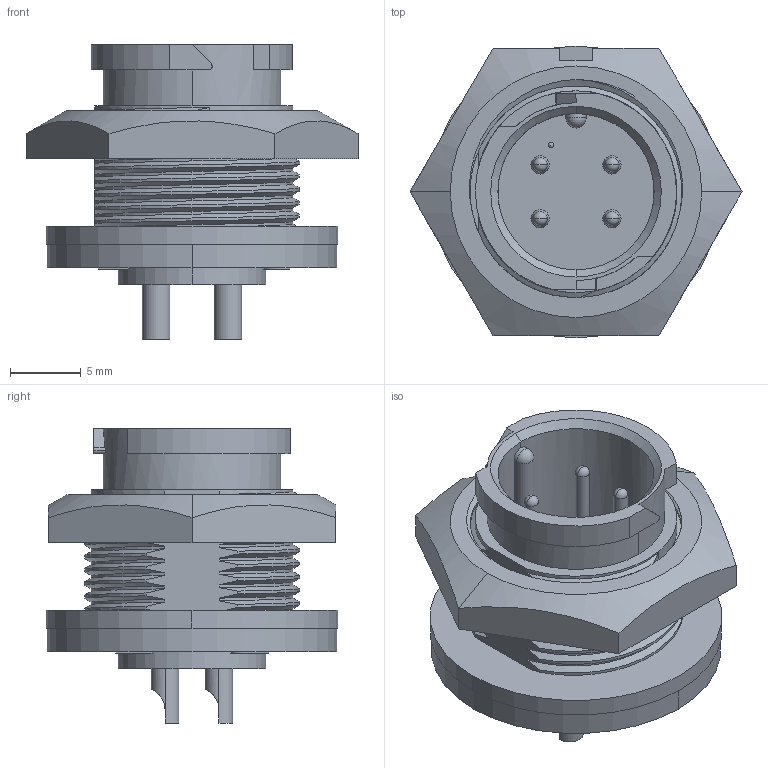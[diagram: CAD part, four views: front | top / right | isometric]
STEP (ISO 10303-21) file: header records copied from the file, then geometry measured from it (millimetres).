
FILE_DESCRIPTION (( 'STEP AP203' ), '1' );
FILE_NAME ('W7282-4PG-P-3ES.STEP', '2021-10-27T14:25:05', ( '' ), ( '' ), 'SwSTEP 2.0', 'SolidWorks 2020', '' );
FILE_SCHEMA (( 'CONFIG_CONTROL_DESIGN' ));
Length unit declared in the file: millimetre
Products named in the file (1): W7282-4PG-P-3ES
Bounding box: 23.46 x 20.62 x 20.8 mm (x, y, z)
Volume: 2858.7 mm3; surface area: 2853 mm2
Topology: 1 solids, 1 shells, 239 faces, 671 edges, 436 vertices
Faces by surface type: cylinder 83, plane 83, bspline 51, cone 12, sphere 10
Entity records: 15113 total; most frequent: CARTESIAN_POINT 9619, ORIENTED_EDGE 1302, DIRECTION 894, EDGE_CURVE 651, VERTEX_POINT 426, LINE 318, VECTOR 318, AXIS2_PLACEMENT_3D 288
